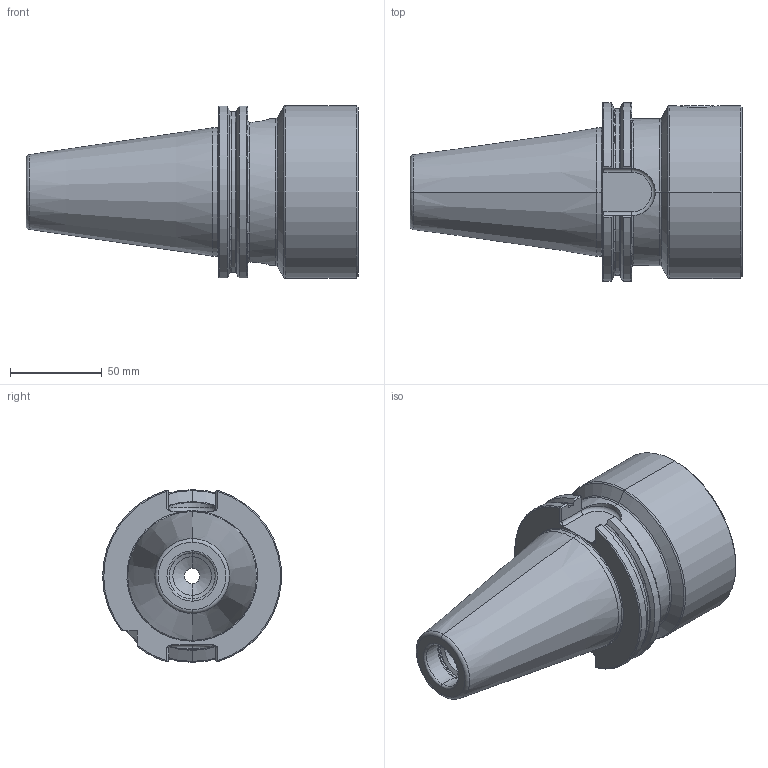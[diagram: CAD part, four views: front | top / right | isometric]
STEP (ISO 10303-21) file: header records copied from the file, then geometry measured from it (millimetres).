
FILE_DESCRIPTION (( 'STEP AP203' ), '1' );
FILE_NAME ('102.515.941.STEP', '2018-03-09T13:33:01', ( 'SWIAdmin' ), ( 'Hewlett-Packard Company' ), 'SwSTEP 2.0', 'SolidWorks 2017', '' );
FILE_SCHEMA (( 'CONFIG_CONTROL_DESIGN' ));
Length unit declared in the file: millimetre
Products named in the file (3): SK5-MB9.K01.079_C; MB9-ER1.001.032_A; 102.515.941
Assembly tree (2 placements, depth 2):
  102.515.941
    SK5-MB9.K01.079_C
    MB9-ER1.001.032_A
Bounding box: 180.7 x 97.28 x 94 mm (x, y, z)
Volume: 606989.4 mm3; surface area: 72809.9 mm2
Topology: 2 solids, 2 shells, 185 faces, 464 edges, 283 vertices
Faces by surface type: cylinder 56, plane 56, cone 38, torus 35
Entity records: 6359 total; most frequent: CARTESIAN_POINT 1668, DIRECTION 951, ORIENTED_EDGE 924, EDGE_CURVE 462, AXIS2_PLACEMENT_3D 383, VERTEX_POINT 283, CIRCLE 193, EDGE_LOOP 191
